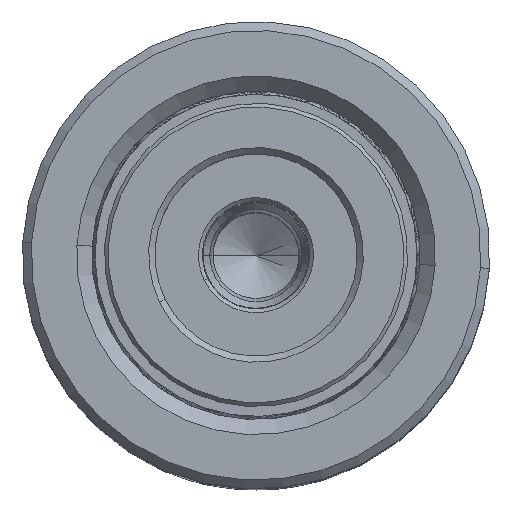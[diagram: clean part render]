
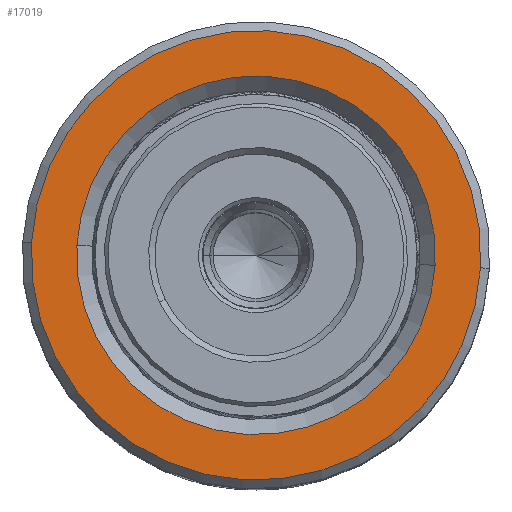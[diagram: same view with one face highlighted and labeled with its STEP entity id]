
A CAD part, top view. The second image highlights one B-rep face of the part: STEP entity #17019.
In plain terms, the highlighted planar face has unit normal (0, 0, 1).
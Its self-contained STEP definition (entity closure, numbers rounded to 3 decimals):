
#72 = ORIENTED_EDGE ( 'NONE', *, *, #1352, .T. ) ;
#1352 = EDGE_CURVE ( 'NONE', #13005, #24373, #33292, .T. ) ;
#3787 = EDGE_CURVE ( 'NONE', #24373, #13005, #29544, .T. ) ;
#5169 = ORIENTED_EDGE ( 'NONE', *, *, #3787, .T. ) ;
#6056 = AXIS2_PLACEMENT_3D ( 'NONE', #11105, #24621, #10936 ) ;
#6088 = DIRECTION ( 'NONE',  ( 1., 0., 0. ) ) ;
#6670 = AXIS2_PLACEMENT_3D ( 'NONE', #34600, #27150, #34771 ) ;
#7367 = EDGE_LOOP ( 'NONE', ( #34592, #25318 ) ) ;
#7823 = AXIS2_PLACEMENT_3D ( 'NONE', #8773, #22096, #6088 ) ;
#8773 = CARTESIAN_POINT ( 'NONE',  ( 0., 0., 60. ) ) ;
#10936 = DIRECTION ( 'NONE',  ( 1., 0., 0. ) ) ;
#11069 = CARTESIAN_POINT ( 'NONE',  ( 0., 0., 60. ) ) ;
#11092 = AXIS2_PLACEMENT_3D ( 'NONE', #23884, #18375, #26381 ) ;
#11105 = CARTESIAN_POINT ( 'NONE',  ( 0., 0., 60. ) ) ;
#11250 = FACE_OUTER_BOUND ( 'NONE', #19911, .T. ) ;
#13005 = VERTEX_POINT ( 'NONE', #33974 ) ;
#13759 = VERTEX_POINT ( 'NONE', #21764 ) ;
#14078 = PLANE ( 'NONE',  #7823 ) ;
#16510 = AXIS2_PLACEMENT_3D ( 'NONE', #11069, #24063, #24586 ) ;
#17019 = ADVANCED_FACE ( 'NONE', ( #11250, #33092 ), #14078, .T. ) ;
#18375 = DIRECTION ( 'NONE',  ( 0., 0., -1. ) ) ;
#19574 = EDGE_CURVE ( 'NONE', #27737, #13759, #23026, .T. ) ;
#19911 = EDGE_LOOP ( 'NONE', ( #72, #5169 ) ) ;
#21174 = CARTESIAN_POINT ( 'NONE',  ( 17.8, 0., 60. ) ) ;
#21764 = CARTESIAN_POINT ( 'NONE',  ( 14.2, 0., 60. ) ) ;
#22096 = DIRECTION ( 'NONE',  ( 0., 0., 1. ) ) ;
#23026 = CIRCLE ( 'NONE', #11092, 14.2 ) ;
#23884 = CARTESIAN_POINT ( 'NONE',  ( 0., 0., 60. ) ) ;
#24063 = DIRECTION ( 'NONE',  ( 0., 0., 1. ) ) ;
#24373 = VERTEX_POINT ( 'NONE', #21174 ) ;
#24586 = DIRECTION ( 'NONE',  ( 1., 0., 0. ) ) ;
#24621 = DIRECTION ( 'NONE',  ( 0., 0., 1. ) ) ;
#25037 = CARTESIAN_POINT ( 'NONE',  ( -14.2, 0., 60. ) ) ;
#25318 = ORIENTED_EDGE ( 'NONE', *, *, #19574, .T. ) ;
#26381 = DIRECTION ( 'NONE',  ( 1., 0., 0. ) ) ;
#27150 = DIRECTION ( 'NONE',  ( 0., 0., -1. ) ) ;
#27737 = VERTEX_POINT ( 'NONE', #25037 ) ;
#27838 = EDGE_CURVE ( 'NONE', #13759, #27737, #32763, .T. ) ;
#29544 = CIRCLE ( 'NONE', #16510, 17.8 ) ;
#32763 = CIRCLE ( 'NONE', #6670, 14.2 ) ;
#33092 = FACE_BOUND ( 'NONE', #7367, .T. ) ;
#33292 = CIRCLE ( 'NONE', #6056, 17.8 ) ;
#33974 = CARTESIAN_POINT ( 'NONE',  ( -17.8, 0., 60. ) ) ;
#34592 = ORIENTED_EDGE ( 'NONE', *, *, #27838, .T. ) ;
#34600 = CARTESIAN_POINT ( 'NONE',  ( 0., 0., 60. ) ) ;
#34771 = DIRECTION ( 'NONE',  ( 1., 0., 0. ) ) ;
